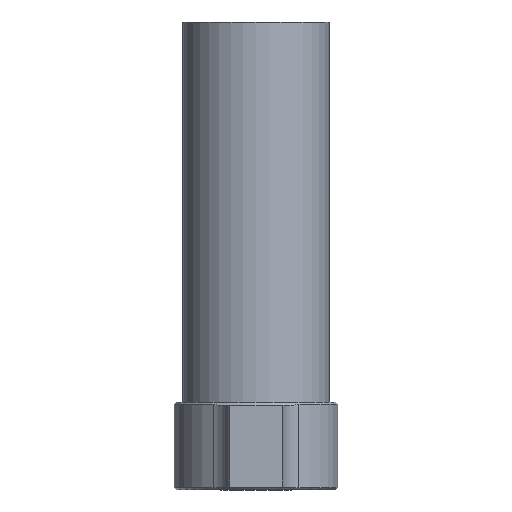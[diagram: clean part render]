
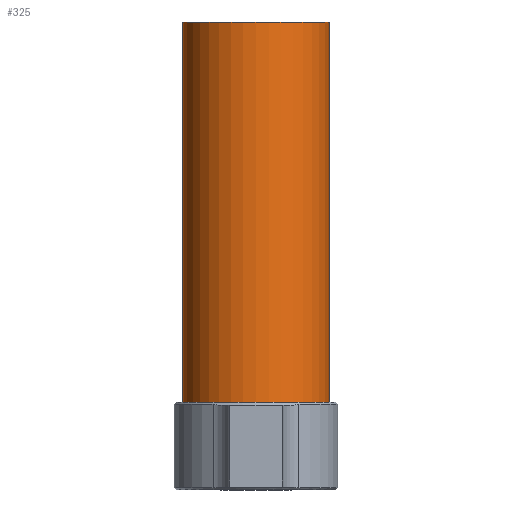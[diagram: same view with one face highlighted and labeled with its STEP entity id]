
A CAD part, front view. The second image highlights one B-rep face of the part: STEP entity #325.
In plain terms, the highlighted cylindrical face has radius 12.5 mm (diameter 25 mm), a full revolution.
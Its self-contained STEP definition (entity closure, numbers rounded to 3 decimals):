
#196=EDGE_CURVE('Unnamed[1]',#508,#450,#509,.T.);
#264=EDGE_CURVE('Unnamed[1]',#449,#603,#604,.T.);
#325=ADVANCED_FACE('Unnamed[1]',(#684,#685),#686,.T.);
#352=EDGE_CURVE('Unnamed[1]',#603,#508,#719,.T.);
#356=EDGE_CURVE('Unnamed[1]',#450,#449,#724,.T.);
#385=EDGE_CURVE('Unnamed[1]',#759,#759,#760,.T.);
#449=VERTEX_POINT('',#900);
#450=VERTEX_POINT('',#901);
#508=VERTEX_POINT('',#1078);
#509=LINE('',#1079,#1080);
#603=VERTEX_POINT('',#1225);
#604=LINE('',#1226,#1227);
#684=FACE_BOUND('',#1472,.T.);
#685=FACE_BOUND('',#1473,.T.);
#686=CYLINDRICAL_SURFACE('',#1474,12.5);
#719=CIRCLE('',#1595,12.5);
#724=ELLIPSE('',#1602,17.678,12.5);
#759=VERTEX_POINT('',#1662);
#760=CIRCLE('',#1663,12.5);
#900=CARTESIAN_POINT('',(4.265,11.75,-60.0));
#901=CARTESIAN_POINT('',(-4.265,11.75,-60.0));
#1078=CARTESIAN_POINT('',(-4.265,11.75,0.));
#1079=CARTESIAN_POINT('',(-4.265,11.75,-30.0));
#1080=VECTOR('',#1758,1.0);
#1225=CARTESIAN_POINT('',(4.265,11.75,0.));
#1226=CARTESIAN_POINT('',(4.265,11.75,-30.0));
#1227=VECTOR('',#1879,1.0);
#1472=EDGE_LOOP('',(#1989,#1990,#1991,#1992));
#1473=EDGE_LOOP('',(#1993));
#1474=AXIS2_PLACEMENT_3D('',#1994,#1995,#1996);
#1595=AXIS2_PLACEMENT_3D('',#2034,#2035,#2036);
#1602=AXIS2_PLACEMENT_3D('',#2040,#2041,#2042);
#1662=CARTESIAN_POINT('',(0.,12.5,-65.0));
#1663=AXIS2_PLACEMENT_3D('',#2078,#2079,#2080);
#1758=DIRECTION('',(0.,0.,-1.0));
#1879=DIRECTION('',(0.,0.,1.0));
#1989=ORIENTED_EDGE('',*,*,#196,.T.);
#1990=ORIENTED_EDGE('',*,*,#356,.T.);
#1991=ORIENTED_EDGE('',*,*,#264,.T.);
#1992=ORIENTED_EDGE('',*,*,#352,.T.);
#1993=ORIENTED_EDGE('',*,*,#385,.F.);
#1994=CARTESIAN_POINT('',(0.,0.,-32.5));
#1995=DIRECTION('',(0.,0.,-1.0));
#1996=DIRECTION('',(0.,1.0,0.));
#2034=CARTESIAN_POINT('',(0.0,0.0,0.0));
#2035=DIRECTION('',(0.,0.,-1.0));
#2036=DIRECTION('',(0.,1.0,0.));
#2040=CARTESIAN_POINT('',(0.,0.,-48.25));
#2041=DIRECTION('',(0.,-0.707,-0.707));
#2042=DIRECTION('',(0.,0.707,-0.707));
#2078=CARTESIAN_POINT('',(0.,0.,-65.0));
#2079=DIRECTION('',(0.,0.,-1.0));
#2080=DIRECTION('',(0.,1.0,0.));
